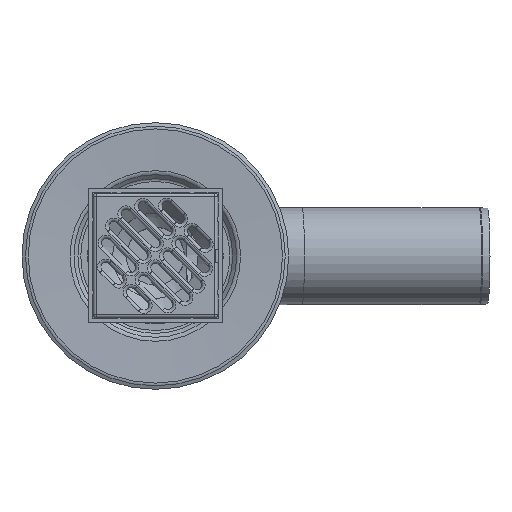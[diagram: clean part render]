
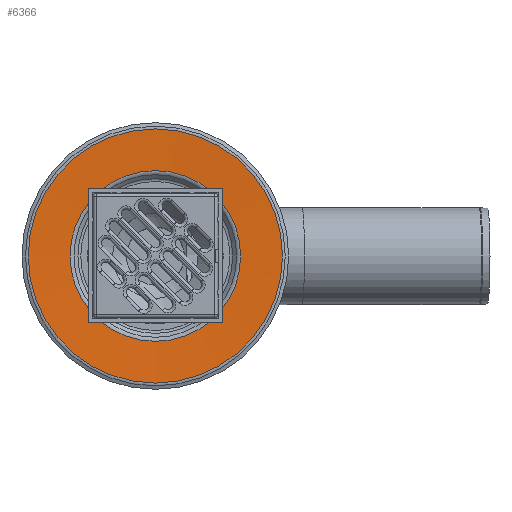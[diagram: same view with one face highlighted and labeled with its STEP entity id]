
A CAD part, top view. The second image highlights one B-rep face of the part: STEP entity #6366.
In plain terms, the highlighted conical face has half-angle 87.638 degrees and reference radius 800.04 mm.
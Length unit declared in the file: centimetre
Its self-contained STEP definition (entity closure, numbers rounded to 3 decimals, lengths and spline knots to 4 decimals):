
#777=LINE('',#12334,#1183);
#1183=VECTOR('',#9266,80.004);
#1697=FACE_OUTER_BOUND('',#2151,.T.);
#2151=EDGE_LOOP('',(#5922,#5923,#5924,#5925,#5926,#5927));
#2596=CIRCLE('',#7198,95.7534);
#2598=CIRCLE('',#7200,95.7534);
#2599=CIRCLE('',#7202,64.2547);
#2600=CIRCLE('',#7203,64.2547);
#3182=VERTEX_POINT('',#12327);
#3183=VERTEX_POINT('',#12328);
#3184=VERTEX_POINT('',#12333);
#3185=VERTEX_POINT('',#12335);
#4096=EDGE_CURVE('',#3182,#3183,#2596,.T.);
#4098=EDGE_CURVE('',#3183,#3182,#2598,.T.);
#4099=EDGE_CURVE('',#3183,#3184,#777,.T.);
#4100=EDGE_CURVE('',#3185,#3184,#2599,.T.);
#4101=EDGE_CURVE('',#3184,#3185,#2600,.T.);
#5922=ORIENTED_EDGE('',*,*,#4096,.T.);
#5923=ORIENTED_EDGE('',*,*,#4099,.T.);
#5924=ORIENTED_EDGE('',*,*,#4100,.F.);
#5925=ORIENTED_EDGE('',*,*,#4101,.F.);
#5926=ORIENTED_EDGE('',*,*,#4099,.F.);
#5927=ORIENTED_EDGE('',*,*,#4098,.T.);
#5982=CONICAL_SURFACE('',#7201,80.004,1.53);
#6366=ADVANCED_FACE('',(#1697),#5982,.F.);
#7198=AXIS2_PLACEMENT_3D('',#12329,#9258,#9259);
#7200=AXIS2_PLACEMENT_3D('',#12331,#9262,#9263);
#7201=AXIS2_PLACEMENT_3D('',#12332,#9264,#9265);
#7202=AXIS2_PLACEMENT_3D('',#12336,#9267,#9268);
#7203=AXIS2_PLACEMENT_3D('',#12337,#9269,#9270);
#9258=DIRECTION('center_axis',(0.,0.,1.));
#9259=DIRECTION('ref_axis',(1.,0.,0.));
#9262=DIRECTION('center_axis',(0.,0.,1.));
#9263=DIRECTION('ref_axis',(1.,0.,0.));
#9264=DIRECTION('center_axis',(0.,0.,1.));
#9265=DIRECTION('ref_axis',(-1.,0.,0.));
#9266=DIRECTION('',(-0.999,0.,-0.041));
#9267=DIRECTION('center_axis',(0.,0.,1.));
#9268=DIRECTION('ref_axis',(1.,0.,0.));
#9269=DIRECTION('center_axis',(0.,0.,1.));
#9270=DIRECTION('ref_axis',(1.,0.,0.));
#12327=CARTESIAN_POINT('',(204.7977,252.6561,-11.0308));
#12328=CARTESIAN_POINT('',(300.5511,156.9027,-11.0308));
#12329=CARTESIAN_POINT('Origin',(204.7977,156.9027,-11.0308));
#12331=CARTESIAN_POINT('Origin',(204.7977,156.9027,-11.0308));
#12332=CARTESIAN_POINT('Origin',(204.7977,156.9027,-11.6805));
#12333=CARTESIAN_POINT('',(269.0524,156.9027,-12.3303));
#12334=CARTESIAN_POINT('',(284.8018,156.9027,-11.6805));
#12335=CARTESIAN_POINT('',(204.7977,221.1574,-12.3303));
#12336=CARTESIAN_POINT('Origin',(204.7977,156.9027,-12.3303));
#12337=CARTESIAN_POINT('Origin',(204.7977,156.9027,-12.3303));
